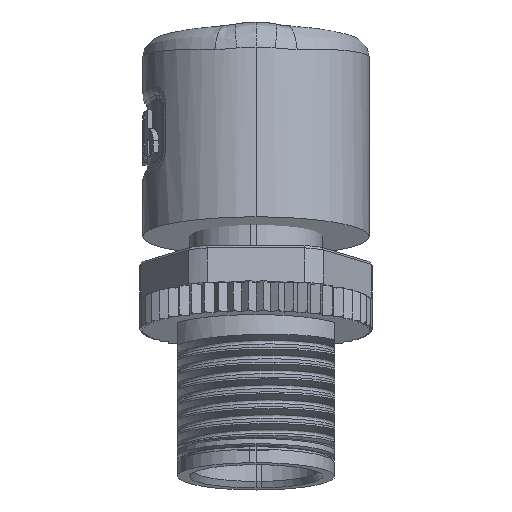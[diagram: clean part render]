
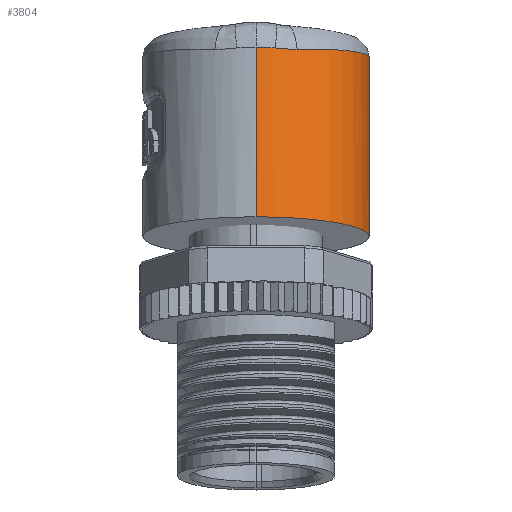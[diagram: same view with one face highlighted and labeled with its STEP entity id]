
A CAD part, front view. The second image highlights one B-rep face of the part: STEP entity #3804.
In plain terms, the highlighted cylindrical face has radius 7.5 mm (diameter 15 mm), a partial arc.
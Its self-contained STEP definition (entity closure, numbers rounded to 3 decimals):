
#3804=ADVANCED_FACE('',(#8252),#8253,.T.);
#8252=FACE_OUTER_BOUND('',#14296,.T.);
#8253=CYLINDRICAL_SURFACE('',#14297,7.5);
#14296=EDGE_LOOP('',(#35205,#35206,#35207,#35208,#35209,#35210,#35211,#35212,#35213,#35214,#35215));
#14297=AXIS2_PLACEMENT_3D('',#35216,#35217,#35218);
#35205=ORIENTED_EDGE('',*,*,#44509,.F.);
#35206=ORIENTED_EDGE('',*,*,#44510,.F.);
#35207=ORIENTED_EDGE('',*,*,#44511,.F.);
#35208=ORIENTED_EDGE('',*,*,#44507,.F.);
#35209=ORIENTED_EDGE('',*,*,#44500,.F.);
#35210=ORIENTED_EDGE('',*,*,#44512,.F.);
#35211=ORIENTED_EDGE('',*,*,#44513,.F.);
#35212=ORIENTED_EDGE('',*,*,#44444,.F.);
#35213=ORIENTED_EDGE('',*,*,#44514,.T.);
#35214=ORIENTED_EDGE('',*,*,#44442,.T.);
#35215=ORIENTED_EDGE('',*,*,#44515,.F.);
#35216=CARTESIAN_POINT('',(0.0,6.646,-7.682));
#35217=DIRECTION('',(0.0,-0.174,-0.985));
#35218=DIRECTION('',(0.0,-0.985,0.174));
#44442=EDGE_CURVE('',#52110,#52108,#52111,.T.);
#44444=EDGE_CURVE('',#52112,#52114,#52115,.T.);
#44500=EDGE_CURVE('',#52208,#52210,#52211,.T.);
#44507=EDGE_CURVE('',#52210,#52217,#52219,.T.);
#44509=EDGE_CURVE('',#52221,#52222,#52223,.T.);
#44510=EDGE_CURVE('',#52224,#52221,#52225,.T.);
#44511=EDGE_CURVE('',#52217,#52224,#52226,.T.);
#44512=EDGE_CURVE('',#52227,#52208,#52228,.T.);
#44513=EDGE_CURVE('',#52114,#52227,#52229,.T.);
#44514=EDGE_CURVE('',#52112,#52110,#52230,.T.);
#44515=EDGE_CURVE('',#52222,#52108,#52231,.T.);
#52108=VERTEX_POINT('',#63235);
#52110=VERTEX_POINT('',#63258);
#52111=LINE('',#63259,#63260);
#52112=VERTEX_POINT('',#63261);
#52114=VERTEX_POINT('',#63263);
#52115=LINE('',#63264,#63265);
#52208=VERTEX_POINT('',#63743);
#52210=VERTEX_POINT('',#63755);
#52211=B_SPLINE_CURVE_WITH_KNOTS('',3,(#63756,#63757,#63758,#63759,#63760,#63761,#63762,#63763,#63764,#63765,#63766,#63767,#63768,#63769,#63770),.UNSPECIFIED.,.F.,.F.,(4,1,1,1,1,1,1,1,1,1,1,1,4),(0.0,0.083,0.167,0.25,0.333,0.417,0.5,0.583,0.667,0.75,0.833,0.917,1.0),.UNSPECIFIED.);
#52217=VERTEX_POINT('',#63791);
#52219=B_SPLINE_CURVE_WITH_KNOTS('',3,(#63797,#63798,#63799,#63800,#63801,#63802),.UNSPECIFIED.,.F.,.F.,(4,1,1,4),(0.0,0.333,0.667,1.0),.UNSPECIFIED.);
#52221=VERTEX_POINT('',#63804);
#52222=VERTEX_POINT('',#63805);
#52223=B_SPLINE_CURVE_WITH_KNOTS('',3,(#63806,#63807,#63808,#63809,#63810,#63811),.UNSPECIFIED.,.F.,.F.,(4,1,1,4),(0.0,0.333,0.667,1.0),.UNSPECIFIED.);
#52224=VERTEX_POINT('',#63812);
#52225=B_SPLINE_CURVE_WITH_KNOTS('',3,(#63813,#63814,#63815,#63816,#63817,#63818),.UNSPECIFIED.,.F.,.F.,(4,1,1,4),(0.0,0.333,0.667,1.0),.UNSPECIFIED.);
#52226=B_SPLINE_CURVE_WITH_KNOTS('',3,(#63819,#63820,#63821,#63822,#63823,#63824),.UNSPECIFIED.,.F.,.F.,(4,1,1,4),(0.0,0.333,0.667,1.0),.UNSPECIFIED.);
#52227=VERTEX_POINT('',#63825);
#52228=B_SPLINE_CURVE_WITH_KNOTS('',3,(#63826,#63827,#63828,#63829,#63830,#63831),.UNSPECIFIED.,.F.,.F.,(4,1,1,4),(0.0,0.333,0.667,1.0),.UNSPECIFIED.);
#52229=B_SPLINE_CURVE_WITH_KNOTS('',3,(#63832,#63833,#63834,#63835,#63836,#63837,#63838,#63839),.UNSPECIFIED.,.F.,.F.,(4,1,1,1,1,4),(0.0,0.203,0.406,0.606,0.804,1.0),.UNSPECIFIED.);
#52230=CIRCLE('',#63840,7.5);
#52231=B_SPLINE_CURVE_WITH_KNOTS('',3,(#63841,#63842,#63843,#63844,#63845,#63846,#63847,#63848,#63849,#63850,#63851,#63852,#63853,#63854,#63855,#63856,#63857,#63858,#63859,#63860,#63861,#63862),.UNSPECIFIED.,.F.,.F.,(4,1,1,1,1,1,1,1,1,1,1,1,1,1,1,1,1,1,1,4),(0.0,0.053,0.105,0.158,0.211,0.263,0.316,0.368,0.421,0.474,0.526,0.579,0.632,0.684,0.737,0.789,0.842,0.895,0.947,1.0),.UNSPECIFIED.);
#63235=CARTESIAN_POINT('',(0.,14.348,-7.187));
#63258=CARTESIAN_POINT('',(0.,14.032,-8.984));
#63259=CARTESIAN_POINT('',(0.,14.032,-8.984));
#63260=VECTOR('',#77619,1.825);
#63261=CARTESIAN_POINT('',(0.0,-0.741,-6.379));
#63263=CARTESIAN_POINT('',(0.,1.239,4.847));
#63264=CARTESIAN_POINT('',(0.0,-0.741,-6.379));
#63265=VECTOR('',#77623,11.4);
#63743=CARTESIAN_POINT('',(2.72,1.732,4.701));
#63755=CARTESIAN_POINT('',(5.818,13.425,3.511));
#63756=CARTESIAN_POINT('',(2.72,1.732,4.701));
#63757=CARTESIAN_POINT('',(3.086,1.877,4.707));
#63758=CARTESIAN_POINT('',(3.796,2.226,4.71));
#63759=CARTESIAN_POINT('',(4.763,2.904,4.689));
#63760=CARTESIAN_POINT('',(5.613,3.722,4.644));
#63761=CARTESIAN_POINT('',(6.321,4.651,4.577));
#63762=CARTESIAN_POINT('',(6.89,5.702,4.488));
#63763=CARTESIAN_POINT('',(7.282,6.819,4.381));
#63764=CARTESIAN_POINT('',(7.492,7.984,4.257));
#63765=CARTESIAN_POINT('',(7.52,9.138,4.124));
#63766=CARTESIAN_POINT('',(7.361,10.32,3.976));
#63767=CARTESIAN_POINT('',(7.019,11.445,3.823));
#63768=CARTESIAN_POINT('',(6.508,12.494,3.667));
#63769=CARTESIAN_POINT('',(6.063,13.128,3.563));
#63770=CARTESIAN_POINT('',(5.818,13.425,3.511));
#63791=CARTESIAN_POINT('',(6.507,12.012,1.274));
#63797=CARTESIAN_POINT('',(5.818,13.425,3.511));
#63798=CARTESIAN_POINT('',(5.945,13.22,3.248));
#63799=CARTESIAN_POINT('',(6.158,12.838,2.731));
#63800=CARTESIAN_POINT('',(6.378,12.363,1.986));
#63801=CARTESIAN_POINT('',(6.471,12.117,1.509));
#63802=CARTESIAN_POINT('',(6.507,12.012,1.274));
#63804=CARTESIAN_POINT('',(6.569,11.604,-0.401));
#63805=CARTESIAN_POINT('',(6.536,11.568,-0.949));
#63806=CARTESIAN_POINT('',(6.569,11.604,-0.401));
#63807=CARTESIAN_POINT('',(6.569,11.594,-0.458));
#63808=CARTESIAN_POINT('',(6.568,11.576,-0.576));
#63809=CARTESIAN_POINT('',(6.557,11.563,-0.758));
#63810=CARTESIAN_POINT('',(6.544,11.565,-0.885));
#63811=CARTESIAN_POINT('',(6.536,11.568,-0.949));
#63812=CARTESIAN_POINT('',(6.561,11.795,0.599));
#63813=CARTESIAN_POINT('',(6.561,11.795,0.599));
#63814=CARTESIAN_POINT('',(6.562,11.774,0.488));
#63815=CARTESIAN_POINT('',(6.564,11.732,0.266));
#63816=CARTESIAN_POINT('',(6.567,11.667,-0.067));
#63817=CARTESIAN_POINT('',(6.568,11.625,-0.29));
#63818=CARTESIAN_POINT('',(6.569,11.604,-0.401));
#63819=CARTESIAN_POINT('',(6.507,12.012,1.274));
#63820=CARTESIAN_POINT('',(6.519,11.977,1.194));
#63821=CARTESIAN_POINT('',(6.539,11.913,1.038));
#63822=CARTESIAN_POINT('',(6.556,11.841,0.812));
#63823=CARTESIAN_POINT('',(6.561,11.808,0.669));
#63824=CARTESIAN_POINT('',(6.561,11.795,0.599));
#63825=CARTESIAN_POINT('',(1.266,1.337,4.784));
#63826=CARTESIAN_POINT('',(1.266,1.337,4.784));
#63827=CARTESIAN_POINT('',(1.44,1.364,4.765));
#63828=CARTESIAN_POINT('',(1.781,1.43,4.731));
#63829=CARTESIAN_POINT('',(2.267,1.564,4.702));
#63830=CARTESIAN_POINT('',(2.572,1.673,4.699));
#63831=CARTESIAN_POINT('',(2.72,1.732,4.701));
#63832=CARTESIAN_POINT('',(0.,1.239,4.847));
#63833=CARTESIAN_POINT('',(0.086,1.239,4.847));
#63834=CARTESIAN_POINT('',(0.259,1.242,4.846));
#63835=CARTESIAN_POINT('',(0.516,1.254,4.839));
#63836=CARTESIAN_POINT('',(0.769,1.274,4.828));
#63837=CARTESIAN_POINT('',(1.019,1.302,4.81));
#63838=CARTESIAN_POINT('',(1.184,1.325,4.794));
#63839=CARTESIAN_POINT('',(1.266,1.337,4.784));
#63840=AXIS2_PLACEMENT_3D('',#77635,#77636,#77637);
#63841=CARTESIAN_POINT('',(6.536,11.568,-0.949));
#63842=CARTESIAN_POINT('',(6.52,11.574,-1.077));
#63843=CARTESIAN_POINT('',(6.481,11.598,-1.342));
#63844=CARTESIAN_POINT('',(6.394,11.67,-1.769));
#63845=CARTESIAN_POINT('',(6.273,11.784,-2.227));
#63846=CARTESIAN_POINT('',(6.109,11.942,-2.719));
#63847=CARTESIAN_POINT('',(5.893,12.145,-3.24));
#63848=CARTESIAN_POINT('',(5.622,12.382,-3.772));
#63849=CARTESIAN_POINT('',(5.296,12.642,-4.298));
#63850=CARTESIAN_POINT('',(4.928,12.904,-4.791));
#63851=CARTESIAN_POINT('',(4.528,13.155,-5.239));
#63852=CARTESIAN_POINT('',(4.105,13.387,-5.637));
#63853=CARTESIAN_POINT('',(3.667,13.595,-5.984));
#63854=CARTESIAN_POINT('',(3.219,13.777,-6.282));
#63855=CARTESIAN_POINT('',(2.764,13.934,-6.534));
#63856=CARTESIAN_POINT('',(2.305,14.064,-6.741));
#63857=CARTESIAN_POINT('',(1.844,14.169,-6.907));
#63858=CARTESIAN_POINT('',(1.381,14.25,-7.034));
#63859=CARTESIAN_POINT('',(0.918,14.307,-7.123));
#63860=CARTESIAN_POINT('',(0.457,14.341,-7.175));
#63861=CARTESIAN_POINT('',(0.152,14.348,-7.187));
#63862=CARTESIAN_POINT('',(0.,14.348,-7.187));
#77619=DIRECTION('',(0.,0.174,0.985));
#77623=DIRECTION('',(0.,0.174,0.985));
#77635=CARTESIAN_POINT('',(0.0,6.646,-7.682));
#77636=DIRECTION('',(0.0,0.174,0.985));
#77637=DIRECTION('',(0.0,-0.985,0.174));
